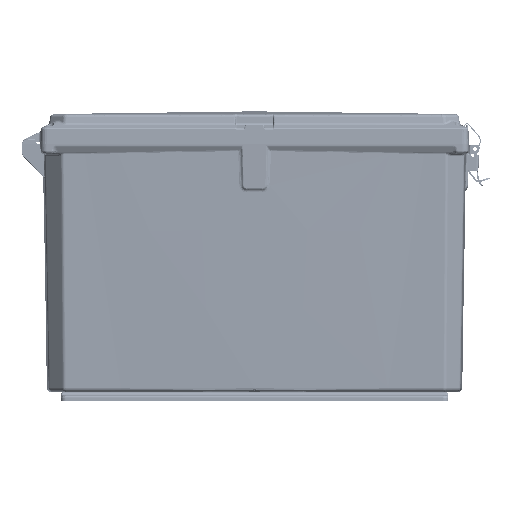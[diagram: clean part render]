
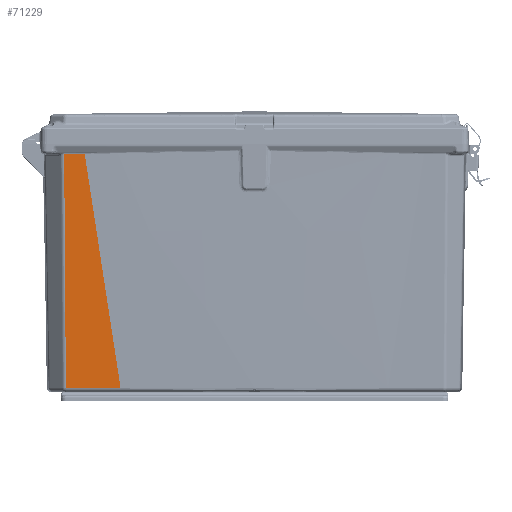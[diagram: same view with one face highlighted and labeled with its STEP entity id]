
A CAD part, front view. The second image highlights one B-rep face of the part: STEP entity #71229.
In plain terms, the highlighted face is planar.
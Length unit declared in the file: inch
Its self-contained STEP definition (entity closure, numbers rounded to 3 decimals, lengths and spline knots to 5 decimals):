
#15548 = CARTESIAN_POINT ( 'NONE',  ( -9.78314, -9.12923, -7.57457 ) ) ;
#19079 = PLANE ( 'NONE',  #63236 ) ;
#32441 = VERTEX_POINT ( 'NONE', #104946 ) ;
#34920 = EDGE_CURVE ( 'NONE', #32441, #83523, #112606, .T. ) ;
#34932 = CARTESIAN_POINT ( 'NONE',  ( 0., -9.3, 8.96206 ) ) ;
#39315 = CARTESIAN_POINT ( 'NONE',  ( -4.00514, -9.23009, 6.17629 ) ) ;
#51266 = CARTESIAN_POINT ( 'NONE',  ( -0.5738, -9.28998, 6.70255 ) ) ;
#61743 = VECTOR ( 'NONE', #91307, 39.37008 ) ;
#62084 = CARTESIAN_POINT ( 'NONE',  ( -6.71336, -9.18282, 7.46964 ) ) ;
#63236 = AXIS2_PLACEMENT_3D ( 'NONE', #34932, #206473, #84557 ) ;
#71229 = ADVANCED_FACE ( 'NONE', ( #118612 ), #19079, .T. ) ;
#80121 = EDGE_CURVE ( 'NONE', #32441, #186942, #200058, .T. ) ;
#83523 = VERTEX_POINT ( 'NONE', #96051 ) ;
#84557 = DIRECTION ( 'NONE',  ( 1., -0.017, 0. ) ) ;
#89716 = CARTESIAN_POINT ( 'NONE',  ( -7.07492, -9.17651, 5.70568 ) ) ;
#91307 = DIRECTION ( 'NONE',  ( 0., 0., 1. ) ) ;
#94363 = EDGE_LOOP ( 'NONE', ( #100907, #115529, #154488, #181532 ) ) ;
#96051 = CARTESIAN_POINT ( 'NONE',  ( -9.78314, -9.12923, 7.44744 ) ) ;
#100907 = ORIENTED_EDGE ( 'NONE', *, *, #80121, .T. ) ;
#104946 = CARTESIAN_POINT ( 'NONE',  ( -9.78314, -9.12923, 5.29072 ) ) ;
#108469 = CARTESIAN_POINT ( 'NONE',  ( -9.78314, -9.12923, 5.29072 ) ) ;
#112606 = LINE ( 'NONE', #15548, #128715 ) ;
#115529 = ORIENTED_EDGE ( 'NONE', *, *, #164271, .T. ) ;
#116986 = CARTESIAN_POINT ( 'NONE',  ( -9.78314, -9.12923, 7.44744 ) ) ;
#118612 = FACE_OUTER_BOUND ( 'NONE', #94363, .T. ) ;
#123474 = B_SPLINE_CURVE_WITH_KNOTS ( 'NONE', 3,
 ( #220077, #168216, #62084, #116986 ),
 .UNSPECIFIED., .F., .F.,
 ( 4, 4 ),
 ( 0., 1. ),
 .UNSPECIFIED. ) ;
#128715 = VECTOR ( 'NONE', #136817, 39.37008 ) ;
#129277 = CARTESIAN_POINT ( 'NONE',  ( -0.5738, -9.28998, 7.51403 ) ) ;
#136817 = DIRECTION ( 'NONE',  ( 0., 0., 1. ) ) ;
#137123 = EDGE_CURVE ( 'NONE', #203152, #83523, #123474, .T. ) ;
#153438 = LINE ( 'NONE', #192989, #61743 ) ;
#154488 = ORIENTED_EDGE ( 'NONE', *, *, #137123, .T. ) ;
#164271 = EDGE_CURVE ( 'NONE', #186942, #203152, #153438, .T. ) ;
#168216 = CARTESIAN_POINT ( 'NONE',  ( -3.64358, -9.2364, 7.49183 ) ) ;
#181532 = ORIENTED_EDGE ( 'NONE', *, *, #34920, .F. ) ;
#186942 = VERTEX_POINT ( 'NONE', #51266 ) ;
#192989 = CARTESIAN_POINT ( 'NONE',  ( -0.5738, -9.28998, 8.96206 ) ) ;
#200058 = B_SPLINE_CURVE_WITH_KNOTS ( 'NONE', 3,
 ( #108469, #89716, #39315, #210840 ),
 .UNSPECIFIED., .F., .F.,
 ( 4, 4 ),
 ( 0., 1. ),
 .UNSPECIFIED. ) ;
#203152 = VERTEX_POINT ( 'NONE', #129277 ) ;
#206473 = DIRECTION ( 'NONE',  ( -0.017, -1., 0. ) ) ;
#210840 = CARTESIAN_POINT ( 'NONE',  ( -0.5738, -9.28998, 6.70255 ) ) ;
#220077 = CARTESIAN_POINT ( 'NONE',  ( -0.5738, -9.28998, 7.51403 ) ) ;
